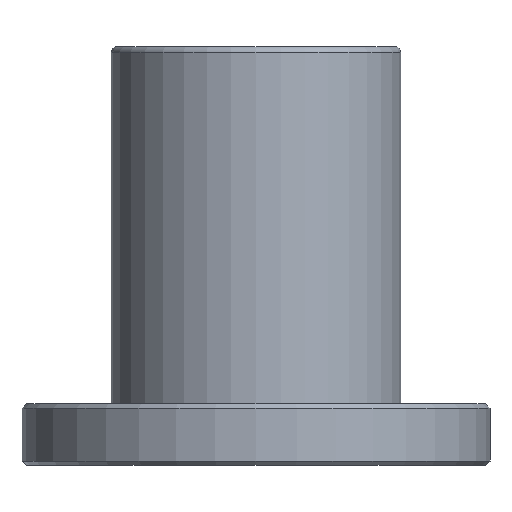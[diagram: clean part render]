
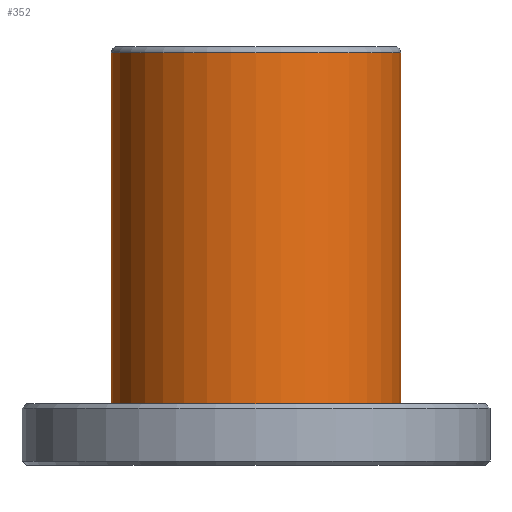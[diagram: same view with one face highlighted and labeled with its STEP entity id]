
A CAD part, front view. The second image highlights one B-rep face of the part: STEP entity #352.
In plain terms, the highlighted cylindrical face has radius 23.5 mm (diameter 47 mm), a full revolution.
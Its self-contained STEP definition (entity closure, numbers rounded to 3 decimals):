
#22=CYLINDRICAL_SURFACE('',#410,23.5);
#58=ORIENTED_EDGE('',*,*,#120,.T.);
#59=ORIENTED_EDGE('',*,*,#115,.F.);
#115=EDGE_CURVE('',#148,#148,#181,.T.);
#120=EDGE_CURVE('',#153,#153,#186,.T.);
#148=VERTEX_POINT('',#606);
#153=VERTEX_POINT('',#617);
#181=CIRCLE('',#405,23.5);
#186=CIRCLE('',#411,23.5);
#223=EDGE_LOOP('',(#58));
#224=EDGE_LOOP('',(#59));
#289=FACE_BOUND('',#223,.T.);
#290=FACE_BOUND('',#224,.T.);
#352=ADVANCED_FACE('',(#289,#290),#22,.T.);
#405=AXIS2_PLACEMENT_3D('',#605,#486,#487);
#410=AXIS2_PLACEMENT_3D('',#615,#496,#497);
#411=AXIS2_PLACEMENT_3D('',#616,#498,#499);
#486=DIRECTION('',(0.,0.,-1.));
#487=DIRECTION('',(-1.,0.,0.));
#496=DIRECTION('',(0.,0.,-1.));
#497=DIRECTION('',(-1.,0.,0.));
#498=DIRECTION('',(0.,0.,-1.));
#499=DIRECTION('',(-1.,0.,0.));
#605=CARTESIAN_POINT('',(0.,0.,10.));
#606=CARTESIAN_POINT('',(-23.5,0.,10.));
#615=CARTESIAN_POINT('',(0.,0.,-50.));
#616=CARTESIAN_POINT('',(0.,0.,67.));
#617=CARTESIAN_POINT('',(-23.5,0.,67.));
